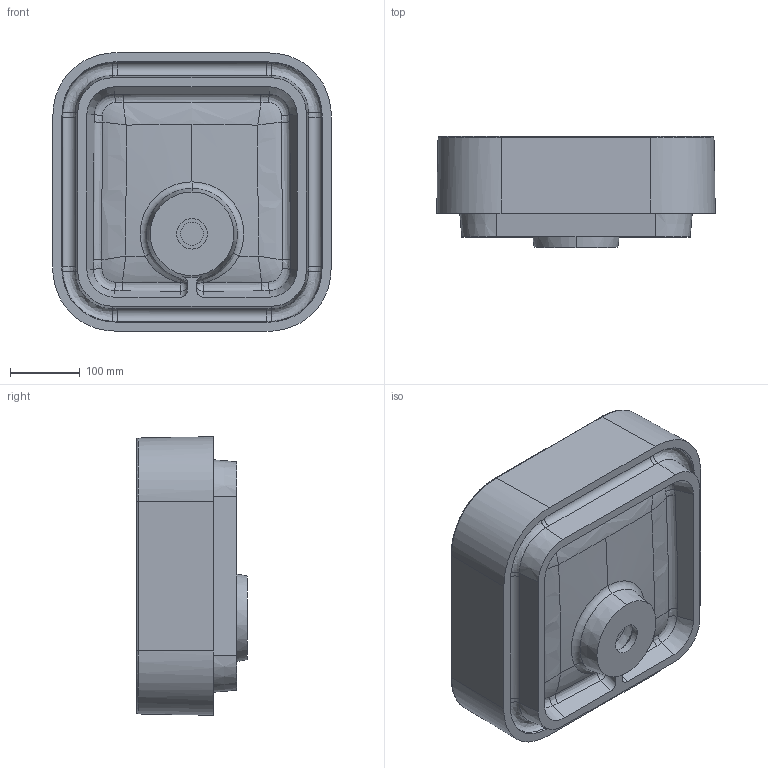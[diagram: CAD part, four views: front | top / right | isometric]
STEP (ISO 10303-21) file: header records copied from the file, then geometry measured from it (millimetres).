
FILE_DESCRIPTION (( 'STEP AP203' ), '1' );
FILE_NAME ('6301720410 WB MARMY NEO 40x40 15.STEP', '2021-10-12T13:36:12', ( '' ), ( '' ), 'SwSTEP 2.0', 'SolidWorks 2019', '' );
FILE_SCHEMA (( 'CONFIG_CONTROL_DESIGN' ));
Length unit declared in the file: millimetre
Products named in the file (1): 6301720410 WB MARMY NEO 40x40 15
Bounding box: 400 x 159 x 400 mm (x, y, z)
Volume: 7148492 mm3; surface area: 642203.1 mm2
Topology: 2 solids, 2 shells, 158 faces, 368 edges, 216 vertices
Faces by surface type: bspline 73, plane 29, cone 22, cylinder 18, torus 11, sphere 5
Entity records: 18415 total; most frequent: CARTESIAN_POINT 15340, ORIENTED_EDGE 730, DIRECTION 455, EDGE_CURVE 365, VERTEX_POINT 214, AXIS2_PLACEMENT_3D 176, EDGE_LOOP 163, B_SPLINE_CURVE_WITH_KNOTS 158
